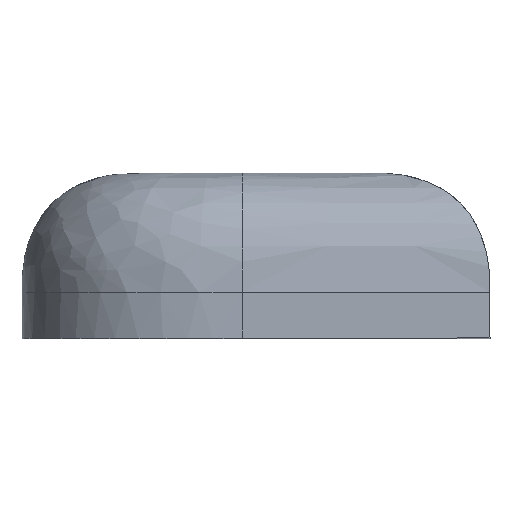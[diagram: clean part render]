
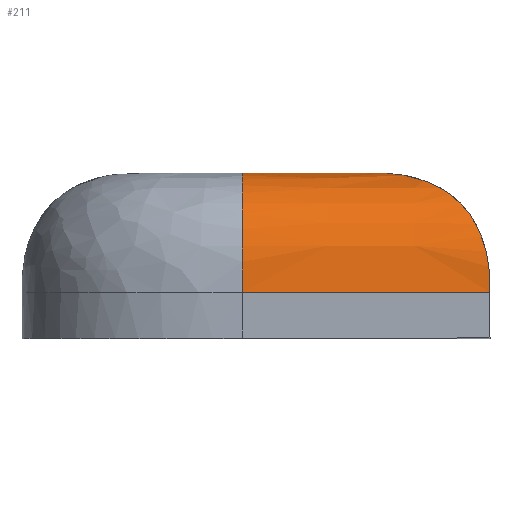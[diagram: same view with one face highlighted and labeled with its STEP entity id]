
A CAD part, top view. The second image highlights one B-rep face of the part: STEP entity #211.
In plain terms, the highlighted free-form (B-spline) face has degree [5, 3] with [8, 6] control points.
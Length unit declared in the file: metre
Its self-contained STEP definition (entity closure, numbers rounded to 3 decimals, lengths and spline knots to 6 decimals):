
#15=B_SPLINE_SURFACE_WITH_KNOTS('',5,3,((#1096,#1097,#1098,#1099,#1100,
#1101),(#1102,#1103,#1104,#1105,#1106,#1107),(#1108,#1109,#1110,#1111,#1112,
#1113),(#1114,#1115,#1116,#1117,#1118,#1119),(#1120,#1121,#1122,#1123,#1124,
#1125),(#1126,#1127,#1128,#1129,#1130,#1131),(#1132,#1133,#1134,#1135,#1136,
#1137),(#1138,#1139,#1140,#1141,#1142,#1143)),.UNSPECIFIED.,.F.,.F.,.F.,
(6,2,6),(4,1,1,4),(0.,0.5,1.),(-0.046271,-0.04347,
-0.04032,-0.037217),.UNSPECIFIED.);
#26=B_SPLINE_CURVE_WITH_KNOTS('',3,(#559,#560,#561,#562),.UNSPECIFIED.,
 .F.,.F.,(4,4),(0.,1.),.UNSPECIFIED.);
#33=B_SPLINE_CURVE_WITH_KNOTS('',3,(#633,#634,#635,#636),.UNSPECIFIED.,
 .F.,.F.,(4,4),(0.,1.),.UNSPECIFIED.);
#35=B_SPLINE_CURVE_WITH_KNOTS('',3,(#1087,#1088,#1089,#1090,#1091,#1092,
#1093,#1094,#1095),.UNSPECIFIED.,.F.,.F.,(4,1,1,1,1,1,4),(0.,0.125,0.25,
0.5,0.75,0.875,1.),.UNSPECIFIED.);
#36=B_SPLINE_CURVE_WITH_KNOTS('',3,(#1144,#1145,#1146,#1147,#1148,#1149,
#1150,#1151,#1152,#1153,#1154,#1155,#1156,#1157,#1158,#1159,#1160,#1161,
#1162,#1163,#1164,#1165,#1166,#1167,#1168,#1169),.UNSPECIFIED.,.F.,.F.,
(4,1,1,1,1,1,1,1,1,1,1,1,1,1,1,1,1,1,1,1,1,1,1,4),(0.,0.0625,0.09375,0.125,
0.15625,0.1875,0.25,0.3125,0.375,0.4375,0.46875,0.484375,0.5,0.515625,0.53125,
0.5625,0.625,0.6875,0.71875,0.75,0.78125,0.8125,0.875,1.),.UNSPECIFIED.);
#80=ORIENTED_EDGE('',*,*,#125,.T.);
#81=ORIENTED_EDGE('',*,*,#114,.F.);
#82=ORIENTED_EDGE('',*,*,#126,.F.);
#83=ORIENTED_EDGE('',*,*,#123,.F.);
#114=EDGE_CURVE('',#140,#138,#26,.T.);
#123=EDGE_CURVE('',#147,#142,#33,.T.);
#125=EDGE_CURVE('',#147,#138,#35,.F.);
#126=EDGE_CURVE('',#142,#140,#36,.F.);
#138=VERTEX_POINT('',#467);
#140=VERTEX_POINT('',#557);
#142=VERTEX_POINT('',#575);
#147=VERTEX_POINT('',#632);
#177=EDGE_LOOP('',(#80,#81,#82,#83));
#191=FACE_BOUND('',#177,.T.);
#211=ADVANCED_FACE('',(#191),#15,.T.);
#467=CARTESIAN_POINT('',(0.097181,0.083844,-0.003033));
#557=CARTESIAN_POINT('',(0.106181,0.083848,-0.003033));
#559=CARTESIAN_POINT('',(0.106181,0.083848,-0.003033));
#560=CARTESIAN_POINT('',(0.103181,0.083847,-0.003033));
#561=CARTESIAN_POINT('',(0.100181,0.083845,-0.003033));
#562=CARTESIAN_POINT('',(0.097181,0.083844,-0.003033));
#575=CARTESIAN_POINT('',(0.101834,0.088192,-0.007378));
#632=CARTESIAN_POINT('',(0.09718,0.08819,-0.007378));
#633=CARTESIAN_POINT('',(0.09718,0.08819,-0.007378));
#634=CARTESIAN_POINT('',(0.098731,0.08819,-0.007378));
#635=CARTESIAN_POINT('',(0.100282,0.088191,-0.007378));
#636=CARTESIAN_POINT('',(0.101834,0.088192,-0.007378));
#1087=CARTESIAN_POINT('',(0.097181,0.083844,-0.003033));
#1088=CARTESIAN_POINT('',(0.097181,0.084116,-0.003033));
#1089=CARTESIAN_POINT('',(0.097181,0.084663,-0.003036));
#1090=CARTESIAN_POINT('',(0.09718,0.085842,-0.003245));
#1091=CARTESIAN_POINT('',(0.09718,0.087232,-0.00399));
#1092=CARTESIAN_POINT('',(0.09718,0.087977,-0.005381));
#1093=CARTESIAN_POINT('',(0.09718,0.088186,-0.006559));
#1094=CARTESIAN_POINT('',(0.09718,0.08819,-0.007107));
#1095=CARTESIAN_POINT('',(0.09718,0.08819,-0.007378));
#1096=CARTESIAN_POINT('',(0.106235,0.083848,-0.003033));
#1097=CARTESIAN_POINT('',(0.105302,0.083847,-0.003033));
#1098=CARTESIAN_POINT('',(0.103318,0.083847,-0.003033));
#1099=CARTESIAN_POINT('',(0.1003,0.083845,-0.003033));
#1100=CARTESIAN_POINT('',(0.098216,0.083844,-0.003033));
#1101=CARTESIAN_POINT('',(0.097181,0.083844,-0.003033));
#1102=CARTESIAN_POINT('',(0.106235,0.0845,-0.003033));
#1103=CARTESIAN_POINT('',(0.105301,0.084499,-0.003033));
#1104=CARTESIAN_POINT('',(0.103318,0.084498,-0.003033));
#1105=CARTESIAN_POINT('',(0.1003,0.084497,-0.003033));
#1106=CARTESIAN_POINT('',(0.098215,0.084496,-0.003033));
#1107=CARTESIAN_POINT('',(0.097181,0.084496,-0.003033));
#1108=CARTESIAN_POINT('',(0.106235,0.085151,-0.003033));
#1109=CARTESIAN_POINT('',(0.105301,0.085151,-0.003033));
#1110=CARTESIAN_POINT('',(0.103317,0.08515,-0.003033));
#1111=CARTESIAN_POINT('',(0.100299,0.085149,-0.003033));
#1112=CARTESIAN_POINT('',(0.098215,0.085148,-0.003033));
#1113=CARTESIAN_POINT('',(0.097181,0.085148,-0.003033));
#1114=CARTESIAN_POINT('',(0.106234,0.086745,-0.003467));
#1115=CARTESIAN_POINT('',(0.1053,0.086744,-0.003467));
#1116=CARTESIAN_POINT('',(0.103317,0.086744,-0.003467));
#1117=CARTESIAN_POINT('',(0.100299,0.086742,-0.003467));
#1118=CARTESIAN_POINT('',(0.098214,0.086742,-0.003467));
#1119=CARTESIAN_POINT('',(0.09718,0.086741,-0.003467));
#1120=CARTESIAN_POINT('',(0.106234,0.087759,-0.004481));
#1121=CARTESIAN_POINT('',(0.1053,0.087758,-0.004481));
#1122=CARTESIAN_POINT('',(0.103316,0.087758,-0.004481));
#1123=CARTESIAN_POINT('',(0.100298,0.087756,-0.004481));
#1124=CARTESIAN_POINT('',(0.098214,0.087755,-0.004481));
#1125=CARTESIAN_POINT('',(0.09718,0.087755,-0.004481));
#1126=CARTESIAN_POINT('',(0.106234,0.088193,-0.006075));
#1127=CARTESIAN_POINT('',(0.1053,0.088193,-0.006075));
#1128=CARTESIAN_POINT('',(0.103316,0.088192,-0.006075));
#1129=CARTESIAN_POINT('',(0.100298,0.088191,-0.006075));
#1130=CARTESIAN_POINT('',(0.098214,0.08819,-0.006075));
#1131=CARTESIAN_POINT('',(0.09718,0.08819,-0.006075));
#1132=CARTESIAN_POINT('',(0.106234,0.088193,-0.006727));
#1133=CARTESIAN_POINT('',(0.1053,0.088193,-0.006727));
#1134=CARTESIAN_POINT('',(0.103316,0.088192,-0.006727));
#1135=CARTESIAN_POINT('',(0.100298,0.088191,-0.006727));
#1136=CARTESIAN_POINT('',(0.098214,0.08819,-0.006727));
#1137=CARTESIAN_POINT('',(0.09718,0.08819,-0.006727));
#1138=CARTESIAN_POINT('',(0.106234,0.088193,-0.007378));
#1139=CARTESIAN_POINT('',(0.1053,0.088193,-0.007378));
#1140=CARTESIAN_POINT('',(0.103316,0.088192,-0.007378));
#1141=CARTESIAN_POINT('',(0.100298,0.088191,-0.007378));
#1142=CARTESIAN_POINT('',(0.098214,0.08819,-0.007378));
#1143=CARTESIAN_POINT('',(0.09718,0.08819,-0.007378));
#1144=CARTESIAN_POINT('',(0.106181,0.083848,-0.003033));
#1145=CARTESIAN_POINT('',(0.106181,0.084068,-0.003033));
#1146=CARTESIAN_POINT('',(0.106175,0.084362,-0.003035));
#1147=CARTESIAN_POINT('',(0.10615,0.084703,-0.003063));
#1148=CARTESIAN_POINT('',(0.106129,0.084893,-0.003085));
#1149=CARTESIAN_POINT('',(0.106083,0.085168,-0.00313));
#1150=CARTESIAN_POINT('',(0.106007,0.085499,-0.003206));
#1151=CARTESIAN_POINT('',(0.105866,0.08593,-0.003347));
#1152=CARTESIAN_POINT('',(0.105679,0.086327,-0.003534));
#1153=CARTESIAN_POINT('',(0.105431,0.086727,-0.003782));
#1154=CARTESIAN_POINT('',(0.105186,0.08702,-0.004027));
#1155=CARTESIAN_POINT('',(0.104988,0.087209,-0.004225));
#1156=CARTESIAN_POINT('',(0.104874,0.087307,-0.004338));
#1157=CARTESIAN_POINT('',(0.104768,0.087391,-0.004445));
#1158=CARTESIAN_POINT('',(0.104727,0.087421,-0.004485));
#1159=CARTESIAN_POINT('',(0.104642,0.087481,-0.004569));
#1160=CARTESIAN_POINT('',(0.104489,0.087582,-0.00472));
#1161=CARTESIAN_POINT('',(0.10422,0.087736,-0.004987));
#1162=CARTESIAN_POINT('',(0.103888,0.087882,-0.005321));
#1163=CARTESIAN_POINT('',(0.103594,0.087984,-0.005618));
#1164=CARTESIAN_POINT('',(0.103331,0.088055,-0.005882));
#1165=CARTESIAN_POINT('',(0.103143,0.088096,-0.006069));
#1166=CARTESIAN_POINT('',(0.102874,0.088143,-0.006341));
#1167=CARTESIAN_POINT('',(0.102427,0.088191,-0.00679));
#1168=CARTESIAN_POINT('',(0.102065,0.088192,-0.007148));
#1169=CARTESIAN_POINT('',(0.101834,0.088192,-0.007378));
